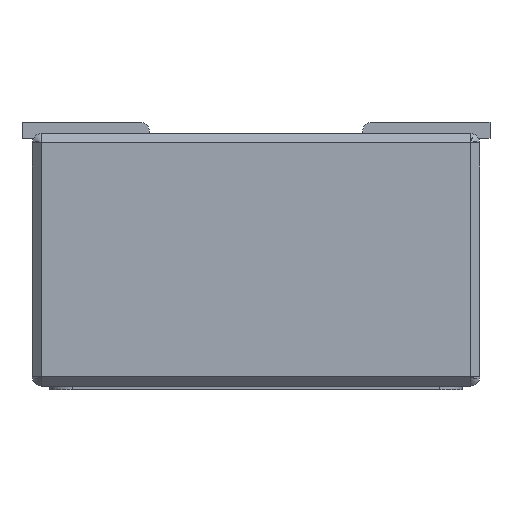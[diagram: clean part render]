
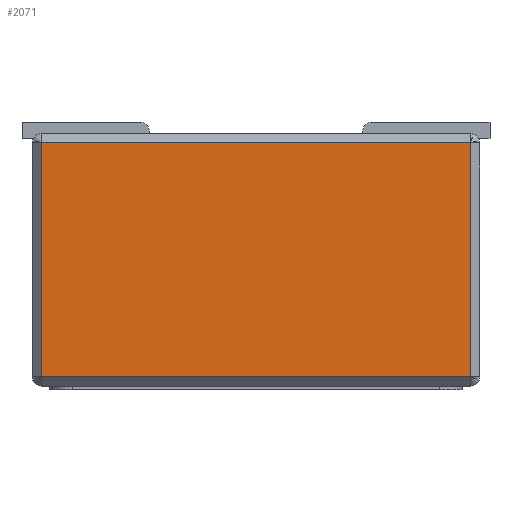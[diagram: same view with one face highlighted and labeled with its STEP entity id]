
A CAD part, front view. The second image highlights one B-rep face of the part: STEP entity #2071.
In plain terms, the highlighted planar face has unit normal (0, -1, 0).
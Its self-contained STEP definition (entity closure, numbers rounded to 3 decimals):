
#30 = ORIENTED_EDGE ( 'NONE', *, *, #1220, .T. ) ;
#129 = LINE ( 'NONE', #298, #1049 ) ;
#242 = EDGE_CURVE ( 'NONE', #1706, #1324, #129, .T. ) ;
#298 = CARTESIAN_POINT ( 'NONE',  ( 4.675, 0., 0. ) ) ;
#307 = DIRECTION ( 'NONE',  ( 0., 0., 1. ) ) ;
#426 = VERTEX_POINT ( 'NONE', #2313 ) ;
#443 = CARTESIAN_POINT ( 'NONE',  ( -4.675, 0., 0. ) ) ;
#507 = LINE ( 'NONE', #992, #2343 ) ;
#603 = EDGE_LOOP ( 'NONE', ( #1449, #2496, #1577, #30 ) ) ;
#658 = VECTOR ( 'NONE', #1125, 1000. ) ;
#992 = CARTESIAN_POINT ( 'NONE',  ( 0., 0., -2.55 ) ) ;
#1017 = CARTESIAN_POINT ( 'NONE',  ( -4.675, 0., -2.55 ) ) ;
#1028 = CARTESIAN_POINT ( 'NONE',  ( 4.675, 0., 2.55 ) ) ;
#1049 = VECTOR ( 'NONE', #2072, 1000. ) ;
#1125 = DIRECTION ( 'NONE',  ( -1., 0., 0. ) ) ;
#1153 = VECTOR ( 'NONE', #1625, 1000. ) ;
#1182 = DIRECTION ( 'NONE',  ( 1., 0., 0. ) ) ;
#1186 = EDGE_CURVE ( 'NONE', #2079, #1706, #507, .T. ) ;
#1220 = EDGE_CURVE ( 'NONE', #426, #2079, #2281, .T. ) ;
#1324 = VERTEX_POINT ( 'NONE', #1028 ) ;
#1449 = ORIENTED_EDGE ( 'NONE', *, *, #1186, .T. ) ;
#1458 = LINE ( 'NONE', #2137, #658 ) ;
#1508 = CARTESIAN_POINT ( 'NONE',  ( 0., 0., 0. ) ) ;
#1568 = CARTESIAN_POINT ( 'NONE',  ( 4.675, 0., -2.55 ) ) ;
#1577 = ORIENTED_EDGE ( 'NONE', *, *, #1588, .T. ) ;
#1588 = EDGE_CURVE ( 'NONE', #1324, #426, #1458, .T. ) ;
#1625 = DIRECTION ( 'NONE',  ( 0., 0., -1. ) ) ;
#1706 = VERTEX_POINT ( 'NONE', #1568 ) ;
#1763 = FACE_OUTER_BOUND ( 'NONE', #603, .T. ) ;
#1777 = AXIS2_PLACEMENT_3D ( 'NONE', #1508, #1881, #307 ) ;
#1881 = DIRECTION ( 'NONE',  ( 0., 1., 0. ) ) ;
#2071 = ADVANCED_FACE ( 'NONE', ( #1763 ), #2354, .F. ) ;
#2072 = DIRECTION ( 'NONE',  ( 0., 0., 1. ) ) ;
#2079 = VERTEX_POINT ( 'NONE', #1017 ) ;
#2137 = CARTESIAN_POINT ( 'NONE',  ( 0., 0., 2.55 ) ) ;
#2281 = LINE ( 'NONE', #443, #1153 ) ;
#2313 = CARTESIAN_POINT ( 'NONE',  ( -4.675, 0., 2.55 ) ) ;
#2343 = VECTOR ( 'NONE', #1182, 1000. ) ;
#2354 = PLANE ( 'NONE',  #1777 ) ;
#2496 = ORIENTED_EDGE ( 'NONE', *, *, #242, .T. ) ;
